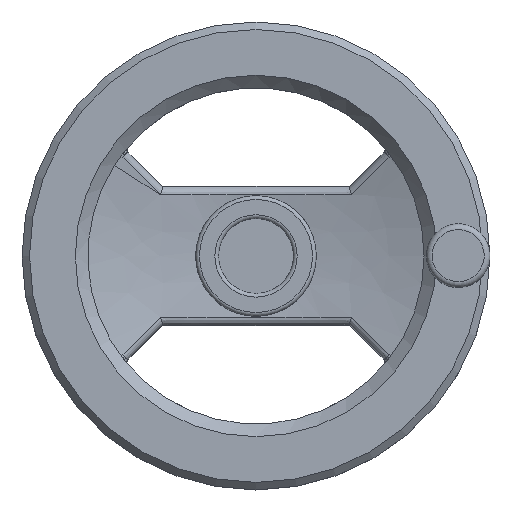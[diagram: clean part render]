
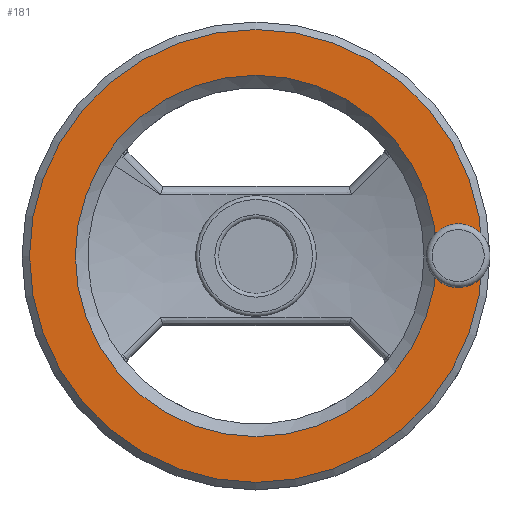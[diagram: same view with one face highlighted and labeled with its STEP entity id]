
A CAD part, top view. The second image highlights one B-rep face of the part: STEP entity #181.
In plain terms, the highlighted planar face has unit normal (0, 0, 1).
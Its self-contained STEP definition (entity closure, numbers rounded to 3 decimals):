
#181 = ADVANCED_FACE( '', ( #446, #447, #448 ), #449, .F. );
#446 = FACE_BOUND( '', #1401, .T. );
#447 = FACE_OUTER_BOUND( '', #1402, .T. );
#448 = FACE_BOUND( '', #1403, .T. );
#449 = PLANE( '', #1404 );
#1401 = EDGE_LOOP( '', ( #3718, #3719, #3720, #3721 ) );
#1402 = EDGE_LOOP( '', ( #3722 ) );
#1403 = EDGE_LOOP( '', ( #3723 ) );
#1404 = AXIS2_PLACEMENT_3D( '', #3724, #3725, #3726 );
#3718 = ORIENTED_EDGE( '', *, *, #4385, .T. );
#3719 = ORIENTED_EDGE( '', *, *, #4386, .T. );
#3720 = ORIENTED_EDGE( '', *, *, #4387, .T. );
#3721 = ORIENTED_EDGE( '', *, *, #4388, .T. );
#3722 = ORIENTED_EDGE( '', *, *, #4389, .T. );
#3723 = ORIENTED_EDGE( '', *, *, #4390, .F. );
#3724 = CARTESIAN_POINT( '', ( 0., 62.5, 30. ) );
#3725 = DIRECTION( '', ( 0., 0., -1. ) );
#3726 = DIRECTION( '', ( -1., 0., 0. ) );
#4385 = EDGE_CURVE( '', #4759, #4760, #4761, .T. );
#4386 = EDGE_CURVE( '', #4760, #4762, #4763, .T. );
#4387 = EDGE_CURVE( '', #4762, #4764, #4765, .T. );
#4388 = EDGE_CURVE( '', #4764, #4759, #4766, .T. );
#4389 = EDGE_CURVE( '', #4767, #4767, #4768, .F. );
#4390 = EDGE_CURVE( '', #4769, #4769, #4770, .T. );
#4759 = VERTEX_POINT( '', #6010 );
#4760 = VERTEX_POINT( '', #6011 );
#4761 = CIRCLE( '', #6012, 5.8 );
#4762 = VERTEX_POINT( '', #6013 );
#4763 = LINE( '', #6014, #6015 );
#4764 = VERTEX_POINT( '', #6016 );
#4765 = CIRCLE( '', #6017, 5.8 );
#4766 = LINE( '', #6018, #6019 );
#4767 = VERTEX_POINT( '', #6020 );
#4768 = CIRCLE( '', #6021, 60.5 );
#4769 = VERTEX_POINT( '', #6022 );
#4770 = CIRCLE( '', #6023, 48.27 );
#6010 = CARTESIAN_POINT( '', ( 48.399, 1.506, 30. ) );
#6011 = CARTESIAN_POINT( '', ( 57.47, 4.647, 30. ) );
#6012 = AXIS2_PLACEMENT_3D( '', #7267, #7268, #7269 );
#6013 = CARTESIAN_POINT( '', ( 59.601, -1.506, 30. ) );
#6014 = CARTESIAN_POINT( '', ( 59.599, -1.5, 30. ) );
#6015 = VECTOR( '', #7270, 1000. );
#6016 = CARTESIAN_POINT( '', ( 50.53, -4.647, 30. ) );
#6017 = AXIS2_PLACEMENT_3D( '', #7271, #7272, #7273 );
#6018 = CARTESIAN_POINT( '', ( 48.379, 1.563, 30. ) );
#6019 = VECTOR( '', #7274, 1000. );
#6020 = CARTESIAN_POINT( '', ( -60.5, 0., 30. ) );
#6021 = AXIS2_PLACEMENT_3D( '', #7275, #7276, #7277 );
#6022 = CARTESIAN_POINT( '', ( 48.27, 0., 30. ) );
#6023 = AXIS2_PLACEMENT_3D( '', #7278, #7279, #7280 );
#7267 = CARTESIAN_POINT( '', ( 54., 0., 30. ) );
#7268 = DIRECTION( '', ( 0., 0., -1. ) );
#7269 = DIRECTION( '', ( 0.945, 0.327, 0. ) );
#7270 = DIRECTION( '', ( 0.327, -0.945, 0. ) );
#7271 = CARTESIAN_POINT( '', ( 54., 0., 30. ) );
#7272 = DIRECTION( '', ( 0., 0., -1. ) );
#7273 = DIRECTION( '', ( 0.945, 0.327, 0. ) );
#7274 = DIRECTION( '', ( -0.327, 0.945, 0. ) );
#7275 = CARTESIAN_POINT( '', ( 0., 0., 30. ) );
#7276 = DIRECTION( '', ( 0., 0., -1. ) );
#7277 = DIRECTION( '', ( -1., 0., 0. ) );
#7278 = CARTESIAN_POINT( '', ( 0., 0., 30. ) );
#7279 = DIRECTION( '', ( 0., 0., 1. ) );
#7280 = DIRECTION( '', ( 1., 0., 0. ) );
